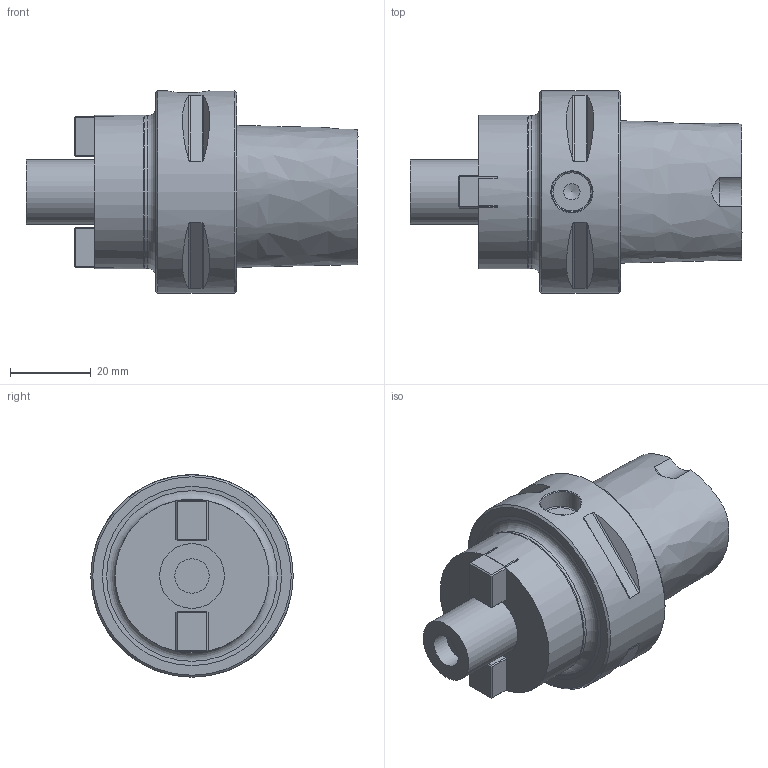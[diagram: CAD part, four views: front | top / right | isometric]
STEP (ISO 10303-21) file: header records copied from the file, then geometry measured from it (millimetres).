
FILE_DESCRIPTION(/* description */ (''),/* implementation_level */ '2;1');
FILE_NAME(/* name */ 'AC5-FM-16-035.stp',/* time_stamp */ '2024-11-28T16:17:43+03:00',/* author */ (''),/* organization */ (''),/* preprocessor_version */ 'ST-DEVELOPER v19.4',/* originating_system */ 'SIEMENS PLM Software NX2306.5001',/* authorisation */ '');
FILE_SCHEMA (('AUTOMOTIVE_DESIGN { 1 0 10303 214 3 1 1 1 }'));
Length unit declared in the file: millimetre
Products named in the file (1): AC5-FM-16-035-LIGHT_objects
Bounding box: 82 x 50 x 50 mm (x, y, z)
Volume: 86362.4 mm3; surface area: 13486.4 mm2
Topology: 1 solids, 1 shells, 89 faces, 203 edges, 124 vertices
Faces by surface type: plane 63, cylinder 16, cone 6, torus 2, bspline 2
Full cylindrical faces by diameter (mm): 4 x1, 8.5 x1, 10 x1, 16 x1, 37.8 x1, 38 x1, 50 x1
Entity records: 2970 total; most frequent: CARTESIAN_POINT 1074, DIRECTION 372, ORIENTED_EDGE 356, EDGE_CURVE 178, AXIS2_PLACEMENT_3D 128, VERTEX_POINT 117, LINE 116, VECTOR 116
